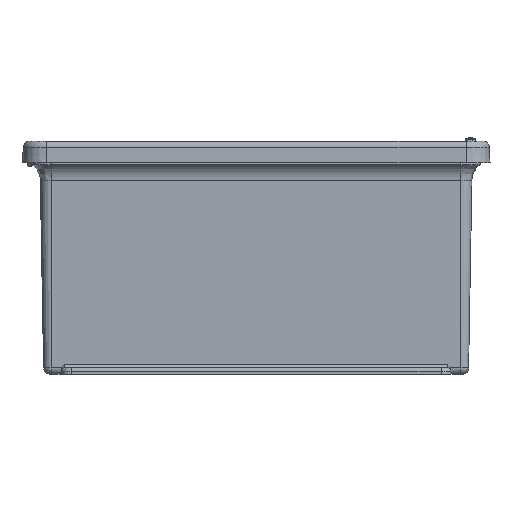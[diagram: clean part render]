
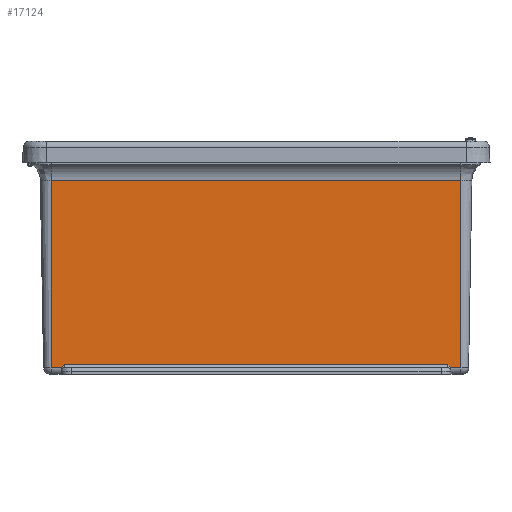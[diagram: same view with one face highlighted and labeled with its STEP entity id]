
A CAD part, front view. The second image highlights one B-rep face of the part: STEP entity #17124.
In plain terms, the highlighted planar face has unit normal (0, -1, -0.018).
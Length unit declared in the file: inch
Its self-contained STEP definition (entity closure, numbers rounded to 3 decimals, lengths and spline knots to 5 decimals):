
#512 = CARTESIAN_POINT ( 'NONE',  ( 7.74998, -10.16606, -1.22854 ) ) ;
#798 = EDGE_CURVE ( 'NONE', #17037, #7841, #3631, .T. ) ;
#1183 = CARTESIAN_POINT ( 'NONE',  ( 7.32786, -10.04314, -8.27114 ) ) ;
#1440 = CARTESIAN_POINT ( 'NONE',  ( -7.26261, -10.0444, -8.19854 ) ) ;
#1604 = CARTESIAN_POINT ( 'NONE',  ( -7.3121, -10.04346, -8.2524 ) ) ;
#1766 = CARTESIAN_POINT ( 'NONE',  ( -7.3163, -10.04337, -8.25762 ) ) ;
#2101 = VERTEX_POINT ( 'NONE', #44393 ) ;
#3631 = LINE ( 'NONE', #22433, #5949 ) ;
#3649 = DIRECTION ( 'NONE',  ( -1., 0., 0. ) ) ;
#4303 = VERTEX_POINT ( 'NONE', #512 ) ;
#4500 = CARTESIAN_POINT ( 'NONE',  ( -7.74998, -10.16606, -1.22854 ) ) ;
#4758 = CARTESIAN_POINT ( 'NONE',  ( 7.29215, -10.04387, -8.22928 ) ) ;
#4917 = CARTESIAN_POINT ( 'NONE',  ( 7.34325, -10.04273, -8.29437 ) ) ;
#4927 = CARTESIAN_POINT ( 'NONE',  ( 7.74998, -10.18745, -0.00327 ) ) ;
#5160 = CARTESIAN_POINT ( 'NONE',  ( -7.30839, -10.04354, -8.24792 ) ) ;
#5949 = VECTOR ( 'NONE', #33746, 39.37008 ) ;
#6618 = EDGE_CURVE ( 'NONE', #13954, #2101, #11825, .T. ) ;
#7338 = DIRECTION ( 'NONE',  ( 0., -0.017, 1. ) ) ;
#7488 = PLANE ( 'NONE',  #34675 ) ;
#7841 = VERTEX_POINT ( 'NONE', #15276 ) ;
#7979 = ORIENTED_EDGE ( 'NONE', *, *, #6618, .T. ) ;
#8130 = CARTESIAN_POINT ( 'NONE',  ( 7.24939, -10.04463, -8.18532 ) ) ;
#8464 = ORIENTED_EDGE ( 'NONE', *, *, #26057, .T. ) ;
#11734 = FACE_OUTER_BOUND ( 'NONE', #20662, .T. ) ;
#11825 = B_SPLINE_CURVE_WITH_KNOTS ( 'NONE', 3,
 ( #34322, #38411, #45774, #42482, #12083, #34494, #34823, #38257, #38085, #23306, #27009, #31077, #4758, #15948, #12545, #41982, #19695, #20021, #38580, #23462, #1183, #4917, #30913 ),
 .UNSPECIFIED., .F., .F.,
 ( 4, 1, 1, 1, 1, 1, 1, 2, 2, 1, 1, 1, 1, 1, 2, 2, 4 ),
 ( 0., 0.125, 0.1875, 0.21875, 0.23438, 0.24219, 0.24609, 0.24805, 0.25, 0.375, 0.4375, 0.46875, 0.48438, 0.49219, 0.49609, 0.5, 1. ),
 .UNSPECIFIED. ) ;
#12083 = CARTESIAN_POINT ( 'NONE',  ( 7.2757, -10.04417, -8.21191 ) ) ;
#12477 = CARTESIAN_POINT ( 'NONE',  ( -7.30808, -10.04355, -8.24754 ) ) ;
#12545 = CARTESIAN_POINT ( 'NONE',  ( 7.30412, -10.04363, -8.24286 ) ) ;
#13758 = VECTOR ( 'NONE', #23963, 39.37008 ) ;
#13954 = VERTEX_POINT ( 'NONE', #8130 ) ;
#14273 = ORIENTED_EDGE ( 'NONE', *, *, #24488, .T. ) ;
#14342 = VECTOR ( 'NONE', #46271, 39.37008 ) ;
#14360 = VECTOR ( 'NONE', #38153, 39.37008 ) ;
#14410 = B_SPLINE_CURVE_WITH_KNOTS ( 'NONE', 3,
 ( #42246, #24043, #38673, #38846, #1766, #1604, #42746, #39002, #5160, #12477, #16371, #19953, #46534, #31638, #46016, #34753, #23720, #31002, #27592, #31325, #42408, #16711, #1440, #20109 ),
 .UNSPECIFIED., .F., .F.,
 ( 4, 1, 1, 1, 1, 1, 1, 2, 2, 1, 1, 1, 1, 1, 1, 2, 2, 4 ),
 ( 0., 0.25, 0.375, 0.4375, 0.46875, 0.48438, 0.49219, 0.49609, 0.5, 0.625, 0.6875, 0.71875, 0.73438, 0.74219, 0.74609, 0.74805, 0.75, 1. ),
 .UNSPECIFIED. ) ;
#15276 = CARTESIAN_POINT ( 'NONE',  ( -7.74998, -10.04234, -8.31686 ) ) ;
#15681 = CARTESIAN_POINT ( 'NONE',  ( -7.74998, -10.18745, -0.00327 ) ) ;
#15948 = CARTESIAN_POINT ( 'NONE',  ( 7.3003, -10.04371, -8.23845 ) ) ;
#16371 = CARTESIAN_POINT ( 'NONE',  ( -7.30789, -10.04355, -8.24732 ) ) ;
#16711 = CARTESIAN_POINT ( 'NONE',  ( -7.27236, -10.04423, -8.20842 ) ) ;
#17037 = VERTEX_POINT ( 'NONE', #39738 ) ;
#17057 = CARTESIAN_POINT ( 'NONE',  ( 7.74998, -10.04234, -8.31686 ) ) ;
#17103 = ORIENTED_EDGE ( 'NONE', *, *, #39895, .F. ) ;
#17124 = ADVANCED_FACE ( 'NONE', ( #11734 ), #7488, .T. ) ;
#18418 = DIRECTION ( 'NONE',  ( 0., -1., -0.017 ) ) ;
#19695 = CARTESIAN_POINT ( 'NONE',  ( 7.30687, -10.04357, -8.2461 ) ) ;
#19953 = CARTESIAN_POINT ( 'NONE',  ( -7.30371, -10.04364, -8.24232 ) ) ;
#20021 = CARTESIAN_POINT ( 'NONE',  ( 7.30726, -10.04356, -8.24656 ) ) ;
#20109 = CARTESIAN_POINT ( 'NONE',  ( -7.24939, -10.04463, -8.18532 ) ) ;
#20662 = EDGE_LOOP ( 'NONE', ( #26205, #7979, #47858, #33964, #14273, #17103, #21530, #8464 ) ) ;
#21530 = ORIENTED_EDGE ( 'NONE', *, *, #798, .F. ) ;
#22433 = CARTESIAN_POINT ( 'NONE',  ( -3.87499, -10.04234, -8.31686 ) ) ;
#23306 = CARTESIAN_POINT ( 'NONE',  ( 7.27854, -10.04412, -8.21486 ) ) ;
#23462 = CARTESIAN_POINT ( 'NONE',  ( 7.30761, -10.04356, -8.24698 ) ) ;
#23720 = CARTESIAN_POINT ( 'NONE',  ( -7.27987, -10.04409, -8.21625 ) ) ;
#23963 = DIRECTION ( 'NONE',  ( 1., 0., 0. ) ) ;
#24043 = CARTESIAN_POINT ( 'NONE',  ( -7.3486, -10.04253, -8.30562 ) ) ;
#24488 = EDGE_CURVE ( 'NONE', #4303, #48222, #46465, .T. ) ;
#25550 = VECTOR ( 'NONE', #3649, 39.37008 ) ;
#25613 = EDGE_CURVE ( 'NONE', #41538, #13954, #25975, .T. ) ;
#25975 = LINE ( 'NONE', #27991, #13758 ) ;
#26057 = EDGE_CURVE ( 'NONE', #17037, #41538, #14410, .T. ) ;
#26205 = ORIENTED_EDGE ( 'NONE', *, *, #25613, .T. ) ;
#27009 = CARTESIAN_POINT ( 'NONE',  ( 7.27855, -10.04412, -8.21487 ) ) ;
#27592 = CARTESIAN_POINT ( 'NONE',  ( -7.27899, -10.04411, -8.21533 ) ) ;
#27991 = CARTESIAN_POINT ( 'NONE',  ( -7.74998, -10.04463, -8.18532 ) ) ;
#28438 = LINE ( 'NONE', #40397, #25550 ) ;
#28898 = LINE ( 'NONE', #15681, #14360 ) ;
#30913 = CARTESIAN_POINT ( 'NONE',  ( 7.35394, -10.04234, -8.31686 ) ) ;
#31002 = CARTESIAN_POINT ( 'NONE',  ( -7.27926, -10.0441, -8.21561 ) ) ;
#31077 = CARTESIAN_POINT ( 'NONE',  ( 7.28428, -10.04401, -8.22084 ) ) ;
#31325 = CARTESIAN_POINT ( 'NONE',  ( -7.27882, -10.04411, -8.21515 ) ) ;
#31456 = DIRECTION ( 'NONE',  ( -1., 0., 0. ) ) ;
#31638 = CARTESIAN_POINT ( 'NONE',  ( -7.28818, -10.04394, -8.22504 ) ) ;
#31758 = LINE ( 'NONE', #4927, #14342 ) ;
#32661 = EDGE_CURVE ( 'NONE', #33061, #4303, #31758, .T. ) ;
#33061 = VERTEX_POINT ( 'NONE', #17057 ) ;
#33746 = DIRECTION ( 'NONE',  ( -1., 0., 0. ) ) ;
#33964 = ORIENTED_EDGE ( 'NONE', *, *, #32661, .T. ) ;
#34322 = CARTESIAN_POINT ( 'NONE',  ( 7.24939, -10.04463, -8.18532 ) ) ;
#34494 = CARTESIAN_POINT ( 'NONE',  ( 7.27722, -10.04414, -8.21348 ) ) ;
#34675 = AXIS2_PLACEMENT_3D ( 'NONE', #37270, #18418, #7338 ) ;
#34753 = CARTESIAN_POINT ( 'NONE',  ( -7.28109, -10.04407, -8.21752 ) ) ;
#34823 = CARTESIAN_POINT ( 'NONE',  ( 7.27794, -10.04413, -8.21423 ) ) ;
#35063 = CARTESIAN_POINT ( 'NONE',  ( -7.74998, -10.16606, -1.22854 ) ) ;
#37235 = EDGE_CURVE ( 'NONE', #33061, #2101, #28438, .T. ) ;
#37270 = CARTESIAN_POINT ( 'NONE',  ( -7.74998, -10.18745, -0.00327 ) ) ;
#38085 = CARTESIAN_POINT ( 'NONE',  ( 7.27844, -10.04412, -8.21476 ) ) ;
#38153 = DIRECTION ( 'NONE',  ( 0., -0.017, 1. ) ) ;
#38257 = CARTESIAN_POINT ( 'NONE',  ( 7.27829, -10.04412, -8.2146 ) ) ;
#38411 = CARTESIAN_POINT ( 'NONE',  ( 7.256, -10.04452, -8.19192 ) ) ;
#38580 = CARTESIAN_POINT ( 'NONE',  ( 7.30751, -10.04356, -8.24686 ) ) ;
#38673 = CARTESIAN_POINT ( 'NONE',  ( -7.33882, -10.04283, -8.28848 ) ) ;
#38846 = CARTESIAN_POINT ( 'NONE',  ( -7.32432, -10.04319, -8.26799 ) ) ;
#39002 = CARTESIAN_POINT ( 'NONE',  ( -7.30886, -10.04353, -8.24848 ) ) ;
#39738 = CARTESIAN_POINT ( 'NONE',  ( -7.35394, -10.04234, -8.31686 ) ) ;
#39895 = EDGE_CURVE ( 'NONE', #7841, #48222, #28898, .T. ) ;
#40397 = CARTESIAN_POINT ( 'NONE',  ( -3.87499, -10.04234, -8.31686 ) ) ;
#41538 = VERTEX_POINT ( 'NONE', #44999 ) ;
#41982 = CARTESIAN_POINT ( 'NONE',  ( 7.30597, -10.04359, -8.24503 ) ) ;
#42246 = CARTESIAN_POINT ( 'NONE',  ( -7.35394, -10.04234, -8.31686 ) ) ;
#42335 = VECTOR ( 'NONE', #31456, 39.37008 ) ;
#42408 = CARTESIAN_POINT ( 'NONE',  ( -7.27869, -10.04411, -8.21501 ) ) ;
#42482 = CARTESIAN_POINT ( 'NONE',  ( 7.27238, -10.04423, -8.2085 ) ) ;
#42746 = CARTESIAN_POINT ( 'NONE',  ( -7.30995, -10.04351, -8.24979 ) ) ;
#44393 = CARTESIAN_POINT ( 'NONE',  ( 7.35394, -10.04234, -8.31686 ) ) ;
#44999 = CARTESIAN_POINT ( 'NONE',  ( -7.24939, -10.04463, -8.18532 ) ) ;
#45774 = CARTESIAN_POINT ( 'NONE',  ( 7.26461, -10.04437, -8.20058 ) ) ;
#46016 = CARTESIAN_POINT ( 'NONE',  ( -7.2835, -10.04403, -8.22006 ) ) ;
#46271 = DIRECTION ( 'NONE',  ( 0., -0.017, 1. ) ) ;
#46465 = LINE ( 'NONE', #35063, #42335 ) ;
#46534 = CARTESIAN_POINT ( 'NONE',  ( -7.29702, -10.04377, -8.23466 ) ) ;
#47858 = ORIENTED_EDGE ( 'NONE', *, *, #37235, .F. ) ;
#48222 = VERTEX_POINT ( 'NONE', #4500 ) ;
